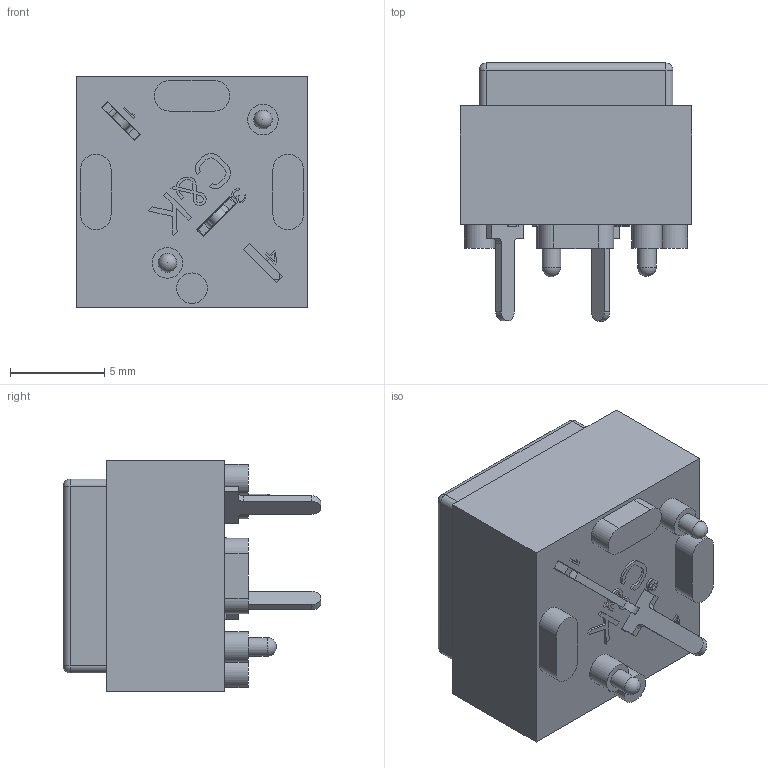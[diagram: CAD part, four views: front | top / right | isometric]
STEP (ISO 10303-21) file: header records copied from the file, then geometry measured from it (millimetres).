
FILE_DESCRIPTION( ( 'STEP AP214' ), ' ' );
FILE_NAME( 'psolqas10153264913.stp', '2017-08-24T08:15:32', ( '' ), ( '' ), ' ', 'PARTsolutions', ' ' );
FILE_SCHEMA( ( 'AUTOMOTIVE_DESIGN { 1 0 10303 214 1 1 1 1 }' ) );
Length unit declared in the file: metre
Products named in the file (1): 1
Bounding box: 12.32 x 13.72 x 12.32 mm (x, y, z)
Volume: 661.6 mm3; surface area: 1658.1 mm2
Topology: 1 solids, 1 shells, 499 faces, 1431 edges, 935 vertices
Faces by surface type: plane 419, cylinder 60, sphere 14, torus 4, bspline 2
Full cylindrical faces by diameter (mm): 0.787 x4, 0.991 x2, 1.626 x3, 1.651 x1
Entity records: 15899 total; most frequent: CARTESIAN_POINT 2990, ORIENTED_EDGE 2776, DIRECTION 2484, EDGE_CURVE 1388, LINE 1196, VECTOR 1196, VERTEX_POINT 922, AXIS2_PLACEMENT_3D 644
